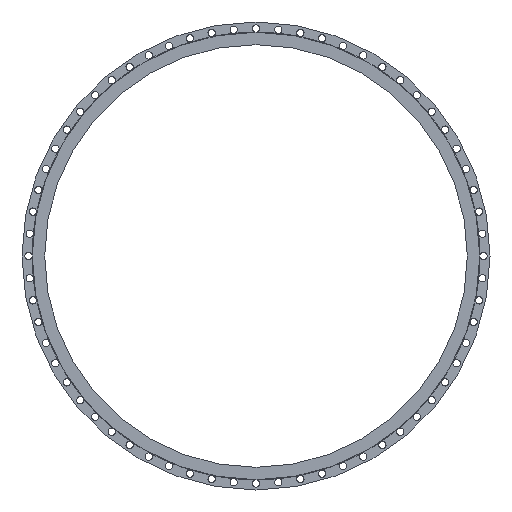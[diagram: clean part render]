
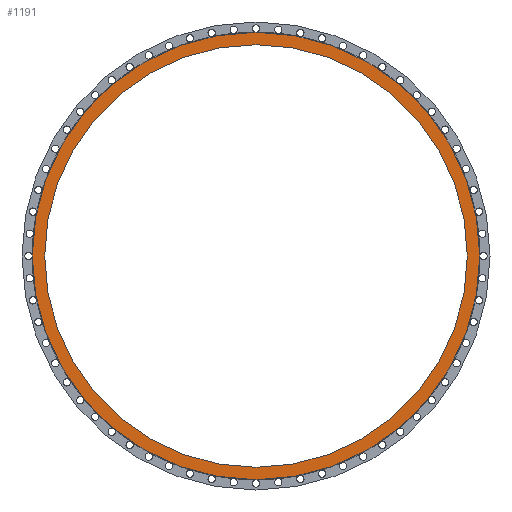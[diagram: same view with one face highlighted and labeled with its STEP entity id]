
A CAD part, left-side view. The second image highlights one B-rep face of the part: STEP entity #1191.
In plain terms, the highlighted planar face has unit normal (-1, 0, 0).
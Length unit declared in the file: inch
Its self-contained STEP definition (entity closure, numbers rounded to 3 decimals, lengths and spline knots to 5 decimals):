
#132 = DIRECTION ( 'NONE',  ( -1., 0., 0. ) ) ;
#299 = EDGE_CURVE ( 'NONE', #3527, #560, #4469, .T. ) ;
#301 = CARTESIAN_POINT ( 'NONE',  ( -0.14414, 0., 0. ) ) ;
#430 = DIRECTION ( 'NONE',  ( -1., 0., 0. ) ) ;
#560 = VERTEX_POINT ( 'NONE', #2459 ) ;
#578 = CARTESIAN_POINT ( 'NONE',  ( -0.14414, 0., 0. ) ) ;
#657 = CARTESIAN_POINT ( 'NONE',  ( -0.14414, 0., 38.25 ) ) ;
#820 = DIRECTION ( 'NONE',  ( 0., 0., 1. ) ) ;
#874 = CIRCLE ( 'NONE', #3693, 36.125 ) ;
#960 = AXIS2_PLACEMENT_3D ( 'NONE', #578, #132, #3469 ) ;
#1086 = DIRECTION ( 'NONE',  ( -1., 0., 0. ) ) ;
#1191 = ADVANCED_FACE ( 'NONE', ( #5971, #1543 ), #1675, .T. ) ;
#1192 = EDGE_CURVE ( 'NONE', #1425, #3335, #5772, .T. ) ;
#1425 = VERTEX_POINT ( 'NONE', #2500 ) ;
#1543 = FACE_BOUND ( 'NONE', #5467, .T. ) ;
#1675 = PLANE ( 'NONE',  #960 ) ;
#1747 = AXIS2_PLACEMENT_3D ( 'NONE', #5676, #6165, #820 ) ;
#1752 = DIRECTION ( 'NONE',  ( 0., 0., 1. ) ) ;
#2143 = EDGE_CURVE ( 'NONE', #3335, #1425, #874, .T. ) ;
#2459 = CARTESIAN_POINT ( 'NONE',  ( -0.14414, 0., -38.25 ) ) ;
#2500 = CARTESIAN_POINT ( 'NONE',  ( -0.14414, 0., -36.125 ) ) ;
#2512 = DIRECTION ( 'NONE',  ( 0., 0., 1. ) ) ;
#2523 = ORIENTED_EDGE ( 'NONE', *, *, #299, .T. ) ;
#2802 = ORIENTED_EDGE ( 'NONE', *, *, #1192, .F. ) ;
#3227 = EDGE_CURVE ( 'NONE', #560, #3527, #5307, .T. ) ;
#3258 = DIRECTION ( 'NONE',  ( -1., 0., 0. ) ) ;
#3335 = VERTEX_POINT ( 'NONE', #3713 ) ;
#3469 = DIRECTION ( 'NONE',  ( 0., 0., 1. ) ) ;
#3527 = VERTEX_POINT ( 'NONE', #657 ) ;
#3693 = AXIS2_PLACEMENT_3D ( 'NONE', #5662, #430, #5169 ) ;
#3713 = CARTESIAN_POINT ( 'NONE',  ( -0.14414, 0., 36.125 ) ) ;
#3806 = AXIS2_PLACEMENT_3D ( 'NONE', #301, #3258, #1752 ) ;
#4469 = CIRCLE ( 'NONE', #1747, 38.25 ) ;
#4671 = AXIS2_PLACEMENT_3D ( 'NONE', #5386, #1086, #2512 ) ;
#4696 = ORIENTED_EDGE ( 'NONE', *, *, #2143, .F. ) ;
#5169 = DIRECTION ( 'NONE',  ( 0., 0., 1. ) ) ;
#5307 = CIRCLE ( 'NONE', #3806, 38.25 ) ;
#5386 = CARTESIAN_POINT ( 'NONE',  ( -0.14414, 0., 0. ) ) ;
#5467 = EDGE_LOOP ( 'NONE', ( #4696, #2802 ) ) ;
#5662 = CARTESIAN_POINT ( 'NONE',  ( -0.14414, 0., 0. ) ) ;
#5676 = CARTESIAN_POINT ( 'NONE',  ( -0.14414, 0., 0. ) ) ;
#5772 = CIRCLE ( 'NONE', #4671, 36.125 ) ;
#5844 = EDGE_LOOP ( 'NONE', ( #2523, #5930 ) ) ;
#5930 = ORIENTED_EDGE ( 'NONE', *, *, #3227, .T. ) ;
#5971 = FACE_OUTER_BOUND ( 'NONE', #5844, .T. ) ;
#6165 = DIRECTION ( 'NONE',  ( -1., 0., 0. ) ) ;
